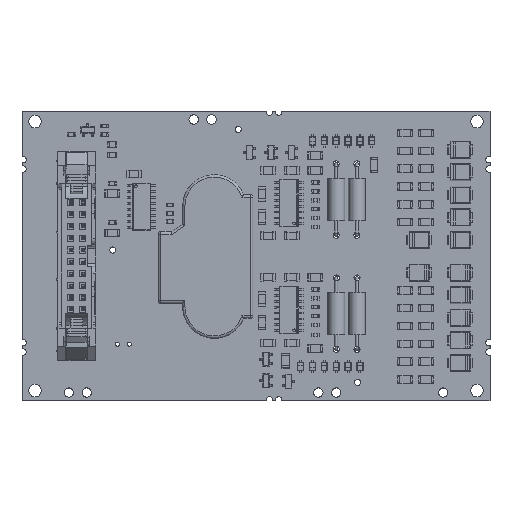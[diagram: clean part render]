
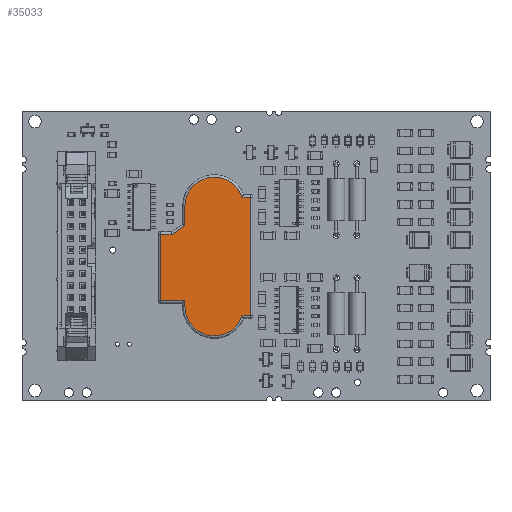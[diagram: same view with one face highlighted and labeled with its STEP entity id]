
A CAD part, top view. The second image highlights one B-rep face of the part: STEP entity #35033.
In plain terms, the highlighted face is planar.
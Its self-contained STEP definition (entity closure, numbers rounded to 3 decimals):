
#5044=CIRCLE('',#37350,6.24);
#5045=CIRCLE('',#37351,6.24);
#7008=VERTEX_POINT('',#52424);
#7011=VERTEX_POINT('',#52430);
#7015=VERTEX_POINT('',#52444);
#7016=VERTEX_POINT('',#52446);
#7017=VERTEX_POINT('',#52448);
#7018=VERTEX_POINT('',#52450);
#7019=VERTEX_POINT('',#52452);
#7020=VERTEX_POINT('',#52454);
#7021=VERTEX_POINT('',#52456);
#7022=VERTEX_POINT('',#52458);
#7023=VERTEX_POINT('',#52460);
#10396=VECTOR('',#42849,1.);
#10399=VECTOR('',#42863,1.);
#10400=VECTOR('',#42864,1.);
#10401=VECTOR('',#42865,1.);
#10402=VECTOR('',#42866,1.);
#10403=VECTOR('',#42869,1.);
#10404=VECTOR('',#42870,1.);
#10405=VECTOR('',#42871,1.);
#10406=VECTOR('',#42874,1.);
#14334=LINE('',#52431,#10396);
#14337=LINE('',#52443,#10399);
#14338=LINE('',#52445,#10400);
#14339=LINE('',#52447,#10401);
#14340=LINE('',#52449,#10402);
#14341=LINE('',#52453,#10403);
#14342=LINE('',#52455,#10404);
#14343=LINE('',#52457,#10405);
#14344=LINE('',#52461,#10406);
#18651=EDGE_CURVE('',#7011,#7008,#14334,.T.);
#18657=EDGE_CURVE('',#7015,#7008,#14337,.T.);
#18658=EDGE_CURVE('',#7016,#7011,#14338,.T.);
#18659=EDGE_CURVE('',#7017,#7016,#14339,.T.);
#18660=EDGE_CURVE('',#7017,#7018,#14340,.T.);
#18661=EDGE_CURVE('',#7018,#7019,#5044,.T.);
#18662=EDGE_CURVE('',#7020,#7019,#14341,.T.);
#18663=EDGE_CURVE('',#7021,#7020,#14342,.T.);
#18664=EDGE_CURVE('',#7022,#7021,#14343,.T.);
#18665=EDGE_CURVE('',#7022,#7023,#5045,.T.);
#18666=EDGE_CURVE('',#7023,#7015,#14344,.T.);
#25461=ORIENTED_EDGE('',*,*,#18657,.T.);
#25462=ORIENTED_EDGE('',*,*,#18651,.F.);
#25463=ORIENTED_EDGE('',*,*,#18658,.F.);
#25464=ORIENTED_EDGE('',*,*,#18659,.F.);
#25465=ORIENTED_EDGE('',*,*,#18660,.T.);
#25466=ORIENTED_EDGE('',*,*,#18661,.T.);
#25467=ORIENTED_EDGE('',*,*,#18662,.F.);
#25468=ORIENTED_EDGE('',*,*,#18663,.F.);
#25469=ORIENTED_EDGE('',*,*,#18664,.F.);
#25470=ORIENTED_EDGE('',*,*,#18665,.T.);
#25471=ORIENTED_EDGE('',*,*,#18666,.T.);
#31326=EDGE_LOOP('',(#25461,#25462,#25463,#25464,#25465,#25466,#25467,#25468,
#25469,#25470,#25471));
#33243=FACE_BOUND('',#31326,.T.);
#35033=ADVANCED_FACE('',(#33243),#58923,.T.);
#37349=AXIS2_PLACEMENT_3D('',#52442,#42862,$);
#37350=AXIS2_PLACEMENT_3D('',#52451,#42867,#42868);
#37351=AXIS2_PLACEMENT_3D('',#52459,#42872,#42873);
#42849=DIRECTION('',(0.,0.,1.));
#42862=DIRECTION('',(0.,1.,0.));
#42863=DIRECTION('',(-0.535,0.,-0.845));
#42864=DIRECTION('',(1.,0.,0.));
#42865=DIRECTION('',(0.,0.,-1.));
#42866=DIRECTION('',(-1.,0.,0.));
#42867=DIRECTION('',(0.,1.,0.));
#42868=DIRECTION('',(-6.129,0.,-1.173));
#42869=DIRECTION('',(0.,0.,-1.));
#42870=DIRECTION('',(-1.,0.,0.));
#42871=DIRECTION('',(0.,0.,1.));
#42872=DIRECTION('',(0.,1.,0.));
#42873=DIRECTION('',(6.24,0.,0.031));
#42874=DIRECTION('',(-1.,0.,0.));
#52424=CARTESIAN_POINT('',(22.3,10.7,-17.257));
#52430=CARTESIAN_POINT('',(22.3,10.7,-19.7));
#52431=CARTESIAN_POINT('',(22.3,10.7,-14.45));
#52442=CARTESIAN_POINT('',(17.5,10.7,-10.1));
#52443=CARTESIAN_POINT('',(23.649,10.7,-15.125));
#52444=CARTESIAN_POINT('',(24.046,10.7,-14.498));
#52445=CARTESIAN_POINT('',(17.5,10.7,-19.7));
#52446=CARTESIAN_POINT('',(8.,10.7,-19.7));
#52447=CARTESIAN_POINT('',(8.,10.7,-13.85));
#52448=CARTESIAN_POINT('',(8.,10.7,-14.5));
#52449=CARTESIAN_POINT('',(10.625,10.7,-14.5));
#52450=CARTESIAN_POINT('',(6.75,10.7,-14.5));
#52451=CARTESIAN_POINT('',(6.75,10.7,-8.26));
#52452=CARTESIAN_POINT('',(4.8,10.7,-2.333));
#52453=CARTESIAN_POINT('',(4.8,10.7,-5.547));
#52454=CARTESIAN_POINT('',(4.8,10.7,-0.5));
#52455=CARTESIAN_POINT('',(17.5,10.7,-0.5));
#52456=CARTESIAN_POINT('',(30.2,10.7,-0.5));
#52457=CARTESIAN_POINT('',(30.2,10.7,-5.532));
#52458=CARTESIAN_POINT('',(30.2,10.7,-2.333));
#52459=CARTESIAN_POINT('',(28.25,10.7,-8.26));
#52460=CARTESIAN_POINT('',(28.425,10.7,-14.498));
#52461=CARTESIAN_POINT('',(23.582,10.7,-14.498));
#58923=PLANE('',#37349);
